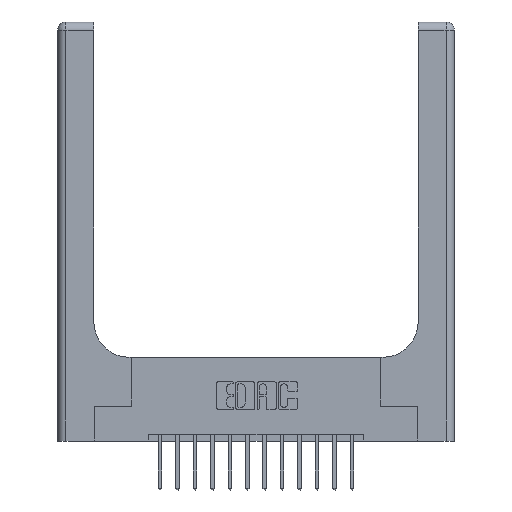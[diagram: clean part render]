
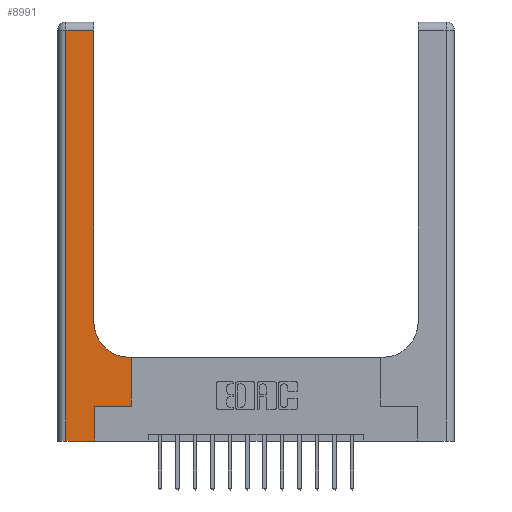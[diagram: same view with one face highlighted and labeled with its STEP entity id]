
A CAD part, top view. The second image highlights one B-rep face of the part: STEP entity #8991.
In plain terms, the highlighted planar face has unit normal (0, 0, 1).
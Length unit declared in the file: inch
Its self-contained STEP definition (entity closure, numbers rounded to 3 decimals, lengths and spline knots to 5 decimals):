
#97 = VERTEX_POINT ( 'NONE', #11339 ) ;
#273 = CARTESIAN_POINT ( 'NONE',  ( 0.26, 0.85, 0.37 ) ) ;
#295 = VECTOR ( 'NONE', #16098, 39.37008 ) ;
#359 = LINE ( 'NONE', #9239, #1987 ) ;
#407 = CARTESIAN_POINT ( 'NONE',  ( 0.265, 0., 0.37 ) ) ;
#558 = PLANE ( 'NONE',  #14973 ) ;
#909 = CARTESIAN_POINT ( 'NONE',  ( 0.51, 0.6, 0.37 ) ) ;
#925 = VERTEX_POINT ( 'NONE', #12071 ) ;
#935 = CARTESIAN_POINT ( 'NONE',  ( 0.528, 0.25, 0.37 ) ) ;
#1026 = ORIENTED_EDGE ( 'NONE', *, *, #8679, .T. ) ;
#1191 = LINE ( 'NONE', #10762, #3437 ) ;
#1987 = VECTOR ( 'NONE', #2695, 39.37008 ) ;
#2050 = EDGE_CURVE ( 'NONE', #16958, #3800, #12106, .T. ) ;
#2153 = DIRECTION ( 'NONE',  ( 0., -1., 0. ) ) ;
#2695 = DIRECTION ( 'NONE',  ( -1., 0., 0. ) ) ;
#2735 = ORIENTED_EDGE ( 'NONE', *, *, #12446, .T. ) ;
#3269 = VERTEX_POINT ( 'NONE', #5974 ) ;
#3437 = VECTOR ( 'NONE', #14677, 39.37008 ) ;
#3800 = VERTEX_POINT ( 'NONE', #15787 ) ;
#3987 = LINE ( 'NONE', #935, #15143 ) ;
#4489 = CARTESIAN_POINT ( 'NONE',  ( 0., 0., 0.37 ) ) ;
#4826 = ORIENTED_EDGE ( 'NONE', *, *, #15614, .T. ) ;
#5179 = DIRECTION ( 'NONE',  ( 1., 0., 0. ) ) ;
#5449 = DIRECTION ( 'NONE',  ( 0., 0., -1. ) ) ;
#5507 = ORIENTED_EDGE ( 'NONE', *, *, #2050, .T. ) ;
#5655 = LINE ( 'NONE', #11914, #295 ) ;
#5839 = CARTESIAN_POINT ( 'NONE',  ( 0., 3., 0.37 ) ) ;
#5844 = LINE ( 'NONE', #13951, #8498 ) ;
#5974 = CARTESIAN_POINT ( 'NONE',  ( 0.528, 0.25, 0.37 ) ) ;
#8282 = LINE ( 'NONE', #4489, #10747 ) ;
#8468 = DIRECTION ( 'NONE',  ( 1., 0., 0. ) ) ;
#8498 = VECTOR ( 'NONE', #2153, 39.37008 ) ;
#8679 = EDGE_CURVE ( 'NONE', #15651, #12489, #5655, .T. ) ;
#8718 = VERTEX_POINT ( 'NONE', #273 ) ;
#8916 = FACE_OUTER_BOUND ( 'NONE', #12622, .T. ) ;
#8991 = ADVANCED_FACE ( 'NONE', ( #8916 ), #558, .F. ) ;
#9239 = CARTESIAN_POINT ( 'NONE',  ( 0.26, 0.6, 0.37 ) ) ;
#9866 = EDGE_CURVE ( 'NONE', #3800, #925, #5844, .T. ) ;
#9975 = EDGE_CURVE ( 'NONE', #3269, #97, #3987, .T. ) ;
#10197 = EDGE_CURVE ( 'NONE', #925, #15651, #8282, .T. ) ;
#10266 = CARTESIAN_POINT ( 'NONE',  ( 0.51, 0.85, 0.37 ) ) ;
#10416 = VECTOR ( 'NONE', #16680, 39.37008 ) ;
#10747 = VECTOR ( 'NONE', #8468, 39.37008 ) ;
#10762 = CARTESIAN_POINT ( 'NONE',  ( 0.265, 0.25, 0.37 ) ) ;
#10855 = VECTOR ( 'NONE', #12990, 39.37008 ) ;
#11339 = CARTESIAN_POINT ( 'NONE',  ( 0.528, 0.6, 0.37 ) ) ;
#11361 = DIRECTION ( 'NONE',  ( 0., 1., 0. ) ) ;
#11914 = CARTESIAN_POINT ( 'NONE',  ( 0.265, 0., 0.37 ) ) ;
#12071 = CARTESIAN_POINT ( 'NONE',  ( 0.06, 0., 0.37 ) ) ;
#12106 = LINE ( 'NONE', #17008, #10855 ) ;
#12446 = EDGE_CURVE ( 'NONE', #15910, #8718, #14862, .T. ) ;
#12489 = VERTEX_POINT ( 'NONE', #16309 ) ;
#12622 = EDGE_LOOP ( 'NONE', ( #13199, #5507, #15593, #14126, #1026, #14753, #12659, #4826, #2735 ) ) ;
#12659 = ORIENTED_EDGE ( 'NONE', *, *, #9975, .T. ) ;
#12760 = AXIS2_PLACEMENT_3D ( 'NONE', #10266, #13043, #5179 ) ;
#12880 = LINE ( 'NONE', #16461, #10416 ) ;
#12990 = DIRECTION ( 'NONE',  ( -1., 0., 0. ) ) ;
#13043 = DIRECTION ( 'NONE',  ( 0., 0., -1. ) ) ;
#13199 = ORIENTED_EDGE ( 'NONE', *, *, #16510, .T. ) ;
#13951 = CARTESIAN_POINT ( 'NONE',  ( 0.06, 3., 0.37 ) ) ;
#14126 = ORIENTED_EDGE ( 'NONE', *, *, #10197, .T. ) ;
#14677 = DIRECTION ( 'NONE',  ( 1., 0., 0. ) ) ;
#14753 = ORIENTED_EDGE ( 'NONE', *, *, #15093, .T. ) ;
#14862 = CIRCLE ( 'NONE', #12760, 0.25 ) ;
#14878 = CARTESIAN_POINT ( 'NONE',  ( 0.26, 2.94, 0.37 ) ) ;
#14973 = AXIS2_PLACEMENT_3D ( 'NONE', #5839, #5449, #16421 ) ;
#15093 = EDGE_CURVE ( 'NONE', #12489, #3269, #1191, .T. ) ;
#15143 = VECTOR ( 'NONE', #11361, 39.37008 ) ;
#15593 = ORIENTED_EDGE ( 'NONE', *, *, #9866, .T. ) ;
#15614 = EDGE_CURVE ( 'NONE', #97, #15910, #359, .T. ) ;
#15651 = VERTEX_POINT ( 'NONE', #407 ) ;
#15787 = CARTESIAN_POINT ( 'NONE',  ( 0.06, 2.94, 0.37 ) ) ;
#15910 = VERTEX_POINT ( 'NONE', #909 ) ;
#16098 = DIRECTION ( 'NONE',  ( 0., 1., 0. ) ) ;
#16309 = CARTESIAN_POINT ( 'NONE',  ( 0.265, 0.25, 0.37 ) ) ;
#16421 = DIRECTION ( 'NONE',  ( -1., 0., 0. ) ) ;
#16461 = CARTESIAN_POINT ( 'NONE',  ( 0.26, 3., 0.37 ) ) ;
#16510 = EDGE_CURVE ( 'NONE', #8718, #16958, #12880, .T. ) ;
#16680 = DIRECTION ( 'NONE',  ( 0., 1., 0. ) ) ;
#16958 = VERTEX_POINT ( 'NONE', #14878 ) ;
#17008 = CARTESIAN_POINT ( 'NONE',  ( 0., 2.94, 0.37 ) ) ;
